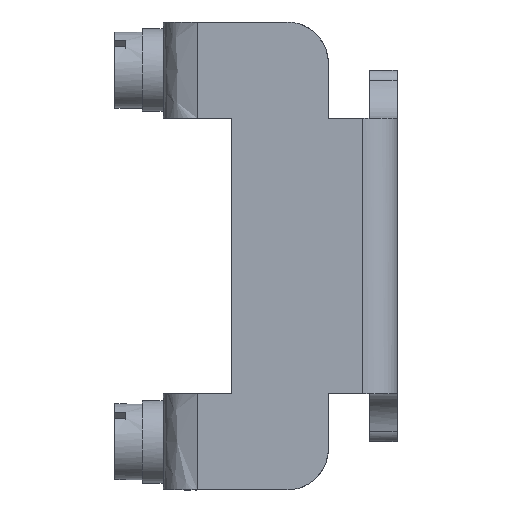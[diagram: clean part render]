
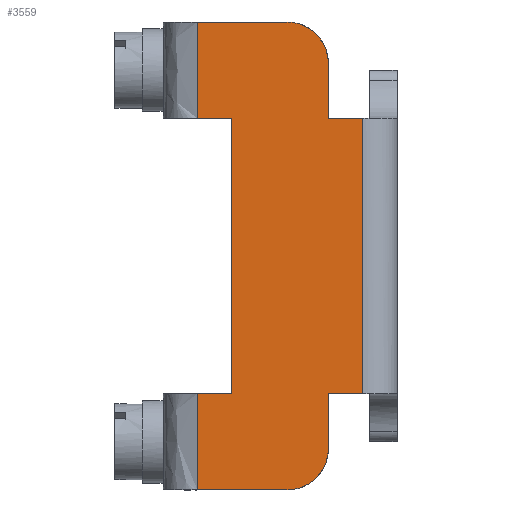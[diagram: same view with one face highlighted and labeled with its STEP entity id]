
A CAD part, left-side view. The second image highlights one B-rep face of the part: STEP entity #3559.
In plain terms, the highlighted free-form (B-spline) face has degree [1, 1] with [2, 2] control points.
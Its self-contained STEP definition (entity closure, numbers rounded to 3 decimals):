
#3266=CARTESIAN_POINT('V51',(-27.5,-0.5,
   -10.));
#3267=VERTEX_POINT('V51',#3266);
#3289=CARTESIAN_POINT('V52',(-27.5,-0.5,
   -17.));
#3290=VERTEX_POINT('V52',#3289);
#3304=CARTESIAN_POINT('E70',(-27.5,-0.5,
   -17.));
#3305=CARTESIAN_POINT('E70',(-27.5,-0.5,
   -10.));
#3306=B_SPLINE_CURVE_WITH_KNOTS('E70',1,(#3304,#3305),
   .POLYLINE_FORM.,.F.,.U.,(2,2),(0.0,1.4),
   .UNSPECIFIED.);
#3307=EDGE_CURVE('E70',#3290,#3267,#3306,.T.);
#3382=CARTESIAN_POINT('V49',(-27.5,-0.5,
   10.));
#3383=VERTEX_POINT('V49',#3382);
#3397=CARTESIAN_POINT('V50',(-27.5,-0.5,
   17.));
#3398=VERTEX_POINT('V50',#3397);
#3399=CARTESIAN_POINT('E66',(-27.5,-0.5,
   10.));
#3400=CARTESIAN_POINT('E66',(-27.5,-0.5,
   17.));
#3401=B_SPLINE_CURVE_WITH_KNOTS('E66',1,(#3399,#3400),
   .POLYLINE_FORM.,.F.,.U.,(2,2),(5.4,
   6.8),.UNSPECIFIED.);
#3402=EDGE_CURVE('E66',#3383,#3398,#3401,.T.);
#3431=CARTESIAN_POINT('V121',(-27.5,-10.0,
   14.));
#3432=VERTEX_POINT('V121',#3431);
#3440=CARTESIAN_POINT('V120',(-27.5,-10.0,
   10.));
#3441=VERTEX_POINT('V120',#3440);
#3442=CARTESIAN_POINT('E172',(-27.5,-10.0,
   10.));
#3443=CARTESIAN_POINT('E172',(-27.5,-10.0,
   14.));
#3444=QUASI_UNIFORM_CURVE('E172',1,(#3442,#3443),.POLYLINE_FORM.,.F.,
   .U.);
#3445=EDGE_CURVE('E172',#3441,#3432,#3444,.T.);
#3462=CARTESIAN_POINT('F65',(-27.5,-0.5,
   -17.));
#3463=CARTESIAN_POINT('F65',(-27.5,-12.5,
   -17.));
#3464=CARTESIAN_POINT('F65',(-27.5,-0.5,
   17.));
#3465=CARTESIAN_POINT('F65',(-27.5,-12.5,
   17.));
#3466=B_SPLINE_SURFACE_WITH_KNOTS('F65',1,1,((#3462,#3464),(#3463,
   #3465)),.PLANE_SURF.,.F.,.F.,.U.,(2,2),(2,2),(0.0,1.0),(0.0,
   2.833),.UNSPECIFIED.);
#3467=CARTESIAN_POINT('V117',(-27.5,-10.0,
   -10.));
#3468=VERTEX_POINT('V117',#3467);
#3469=CARTESIAN_POINT('V118',(-27.5,
   -12.5,-10.));
#3470=VERTEX_POINT('V118',#3469);
#3471=CARTESIAN_POINT('E169',(-27.5,-10.0,
   -10.));
#3472=CARTESIAN_POINT('E169',(-27.5,
   -12.5,-10.));
#3473=B_SPLINE_CURVE_WITH_KNOTS('E169',1,(#3471,#3472),
   .POLYLINE_FORM.,.F.,.U.,(2,2),(0.0,0.625),
   .UNSPECIFIED.);
#3474=EDGE_CURVE('E169',#3468,#3470,#3473,.T.);
#3475=ORIENTED_EDGE('E169',*,*,#3474,.T.);
#3476=CARTESIAN_POINT('V119',(-27.5,
   -12.5,10.));
#3477=VERTEX_POINT('V119',#3476);
#3478=CARTESIAN_POINT('E170',(-27.5,
   -12.5,-10.));
#3479=CARTESIAN_POINT('E170',(-27.5,
   -12.5,10.));
#3480=B_SPLINE_CURVE_WITH_KNOTS('E170',1,(#3478,#3479),
   .POLYLINE_FORM.,.F.,.U.,(2,2),(0.583,
   2.25),.UNSPECIFIED.);
#3481=EDGE_CURVE('E170',#3470,#3477,#3480,.T.);
#3482=ORIENTED_EDGE('E170',*,*,#3481,.T.);
#3483=CARTESIAN_POINT('E171',(-27.5,
   -12.5,10.));
#3484=CARTESIAN_POINT('E171',(-27.5,-10.0,
   10.));
#3485=B_SPLINE_CURVE_WITH_KNOTS('E171',1,(#3483,#3484),
   .POLYLINE_FORM.,.F.,.U.,(2,2),(1.114,
   1.739),.UNSPECIFIED.);
#3486=EDGE_CURVE('E171',#3477,#3441,#3485,.T.);
#3487=ORIENTED_EDGE('E171',*,*,#3486,.T.);
#3488=ORIENTED_EDGE('E172',*,*,#3445,.T.);
#3489=CARTESIAN_POINT('V122',(-27.5,-7.0,
   17.));
#3490=VERTEX_POINT('V122',#3489);
#3491=CARTESIAN_POINT('E173',(-27.5,-10.0,
   14.));
#3492=CARTESIAN_POINT('E173',(-27.5,-10.0,
   17.));
#3493=CARTESIAN_POINT('E173',(-27.5,-7.0,
   17.));
#3501=(BOUNDED_CURVE()B_SPLINE_CURVE(2,(#3491,#3492,#3493),
   .CIRCULAR_ARC.,.F.,.U.)B_SPLINE_CURVE_WITH_KNOTS((3,3),(0.0,
   1.5),.UNSPECIFIED.)CURVE()
   GEOMETRIC_REPRESENTATION_ITEM()RATIONAL_B_SPLINE_CURVE((1.0,
   0.707,1.0))REPRESENTATION_ITEM('E173'));
#3502=EDGE_CURVE('E173',#3432,#3490,#3501,.T.);
#3503=ORIENTED_EDGE('E173',*,*,#3502,.T.);
#3504=CARTESIAN_POINT('E174',(-27.5,-7.0,
   17.));
#3505=CARTESIAN_POINT('E174',(-27.5,-0.5,
   17.));
#3506=B_SPLINE_CURVE_WITH_KNOTS('E174',1,(#3504,#3505),
   .POLYLINE_FORM.,.F.,.U.,(2,2),(0.458,1.0),
   .UNSPECIFIED.);
#3507=EDGE_CURVE('E174',#3490,#3398,#3506,.T.);
#3508=ORIENTED_EDGE('E174',*,*,#3507,.T.);
#3509=ORIENTED_EDGE('E66',*,*,#3402,.F.);
#3510=CARTESIAN_POINT('V123',(-27.5,-3.0,
   10.));
#3511=VERTEX_POINT('V123',#3510);
#3512=CARTESIAN_POINT('E175',(-27.5,-0.5,
   10.));
#3513=CARTESIAN_POINT('E175',(-27.5,-3.0,
   10.));
#3514=B_SPLINE_CURVE_WITH_KNOTS('E175',1,(#3512,#3513),
   .POLYLINE_FORM.,.F.,.U.,(2,2),(0.678,1.0),
   .UNSPECIFIED.);
#3515=EDGE_CURVE('E175',#3383,#3511,#3514,.T.);
#3516=ORIENTED_EDGE('E175',*,*,#3515,.T.);
#3517=CARTESIAN_POINT('V124',(-27.5,-3.0,
   -10.));
#3518=VERTEX_POINT('V124',#3517);
#3519=CARTESIAN_POINT('E176',(-27.5,-3.0,
   10.));
#3520=CARTESIAN_POINT('E176',(-27.5,-3.0,
   -10.));
#3521=B_SPLINE_CURVE_WITH_KNOTS('E176',1,(#3519,#3520),
   .POLYLINE_FORM.,.F.,.U.,(2,2),(0.0,2.0),.UNSPECIFIED.);
#3522=EDGE_CURVE('E176',#3511,#3518,#3521,.T.);
#3523=ORIENTED_EDGE('E176',*,*,#3522,.T.);
#3524=CARTESIAN_POINT('E177',(-27.5,-3.0,
   -10.));
#3525=CARTESIAN_POINT('E177',(-27.5,-0.5,
   -10.));
#3526=B_SPLINE_CURVE_WITH_KNOTS('E177',1,(#3524,#3525),
   .POLYLINE_FORM.,.F.,.U.,(2,2),(0.0,0.322),
   .UNSPECIFIED.);
#3527=EDGE_CURVE('E177',#3518,#3267,#3526,.T.);
#3528=ORIENTED_EDGE('E177',*,*,#3527,.T.);
#3529=ORIENTED_EDGE('F18',*,*,#3307,.F.);
#3530=CARTESIAN_POINT('V125',(-27.5,-7.0,
   -17.));
#3531=VERTEX_POINT('V125',#3530);
#3532=CARTESIAN_POINT('E178',(-27.5,-0.5,
   -17.));
#3533=CARTESIAN_POINT('E178',(-27.5,-7.0,
   -17.));
#3534=B_SPLINE_CURVE_WITH_KNOTS('E178',1,(#3532,#3533),
   .POLYLINE_FORM.,.F.,.U.,(2,2),(0.0,0.542),
   .UNSPECIFIED.);
#3535=EDGE_CURVE('E178',#3290,#3531,#3534,.T.);
#3536=ORIENTED_EDGE('E178',*,*,#3535,.T.);
#3537=CARTESIAN_POINT('V126',(-27.5,-10.0,
   -14.));
#3538=VERTEX_POINT('V126',#3537);
#3539=CARTESIAN_POINT('E179',(-27.5,-7.0,
   -17.));
#3540=CARTESIAN_POINT('E179',(-27.5,-10.0,
   -17.));
#3541=CARTESIAN_POINT('E179',(-27.5,-10.0,
   -14.));
#3549=(BOUNDED_CURVE()B_SPLINE_CURVE(2,(#3539,#3540,#3541),
   .CIRCULAR_ARC.,.F.,.U.)B_SPLINE_CURVE_WITH_KNOTS((3,3),(0.0,
   1.5),.UNSPECIFIED.)CURVE()
   GEOMETRIC_REPRESENTATION_ITEM()RATIONAL_B_SPLINE_CURVE((1.0,
   0.707,1.0))REPRESENTATION_ITEM('E179'));
#3550=EDGE_CURVE('E179',#3531,#3538,#3549,.T.);
#3551=ORIENTED_EDGE('E179',*,*,#3550,.T.);
#3552=CARTESIAN_POINT('E180',(-27.5,-10.0,
   -14.));
#3553=CARTESIAN_POINT('E180',(-27.5,-10.0,
   -10.));
#3554=QUASI_UNIFORM_CURVE('E180',1,(#3552,#3553),.POLYLINE_FORM.,.F.,
   .U.);
#3555=EDGE_CURVE('E180',#3538,#3468,#3554,.T.);
#3556=ORIENTED_EDGE('E180',*,*,#3555,.T.);
#3557=EDGE_LOOP('F65',(#3475,#3482,#3487,#3488,#3503,#3508,#3509,
   #3516,#3523,#3528,#3529,#3536,#3551,#3556));
#3558=FACE_OUTER_BOUND('F65',#3557,.T.);
#3559=ADVANCED_FACE('F65',(#3558),#3466,.T.);
